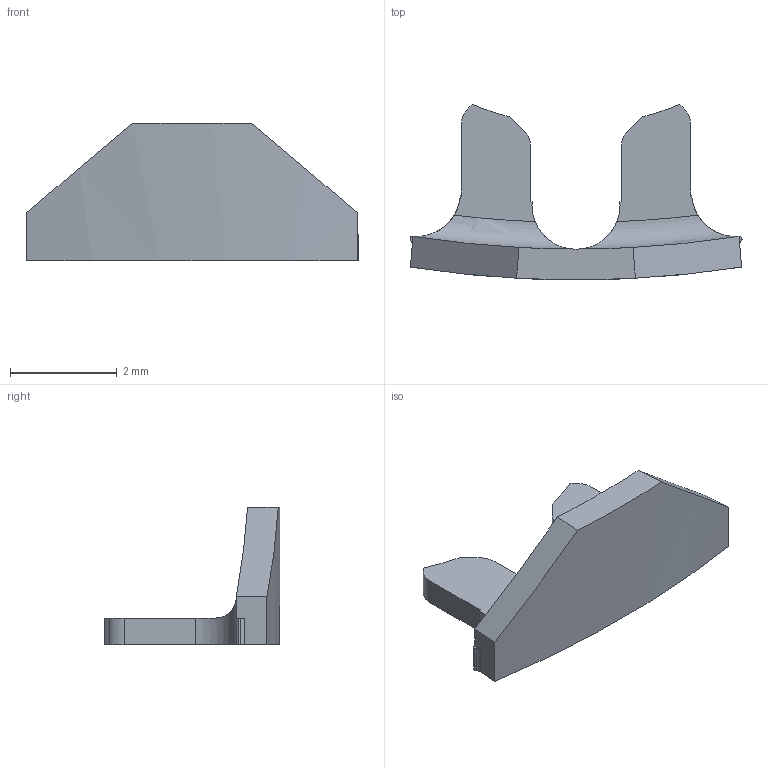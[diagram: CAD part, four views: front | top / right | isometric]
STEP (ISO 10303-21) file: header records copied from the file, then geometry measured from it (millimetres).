
FILE_DESCRIPTION (( 'STEP AP214' ), '1' );
FILE_NAME ('Halteclip V7.STEP', '2025-11-23T13:38:25', ( '' ), ( '' ), 'SwSTEP 2.0', 'SolidWorks 2025', '' );
FILE_SCHEMA (( 'AUTOMOTIVE_DESIGN' ));
Length unit declared in the file: millimetre
Products named in the file (1): Halteclip V7
Bounding box: 6.22 x 3.29 x 2.58 mm (x, y, z)
Volume: 11.1 mm3; surface area: 51.3 mm2
Topology: 1 solids, 1 shells, 44 faces, 126 edges, 84 vertices
Faces by surface type: plane 22, cylinder 20, torus 2
Entity records: 1517 total; most frequent: CARTESIAN_POINT 323, ORIENTED_EDGE 252, DIRECTION 250, EDGE_CURVE 126, AXIS2_PLACEMENT_3D 91, VERTEX_POINT 84, VECTOR 68, LINE 68
